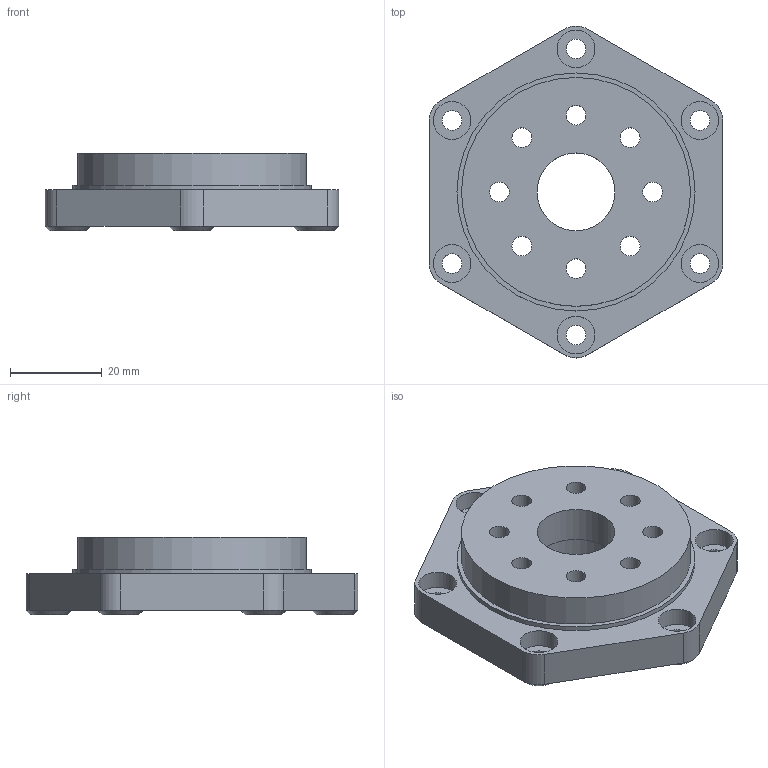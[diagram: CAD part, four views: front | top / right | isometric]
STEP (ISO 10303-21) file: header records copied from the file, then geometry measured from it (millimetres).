
FILE_DESCRIPTION(/* description */ ('STEP AP242','CAx-IF Rec.Pracs.---Representation and Presentation of Product Manufacturing Information (PMI)---4.0---2014-10-13','CAx-IF Rec.Pracs.---3D Tessellated Geometry---0.4---2014-09-14','2;1'),/* implementation_level */ '2;1');
FILE_NAME(/* name */ '68780c5a083bfa6ea4fab4bd',/* time_stamp */ '2025-07-16T20:32:27Z',/* author */ (''),/* organization */ (''),/* preprocessor_version */ 'ST-DEVELOPER v20',/* originating_system */ 'ONSHAPE BY PTC INC, 1.200',/* authorisation */ ' ');
FILE_SCHEMA (('AP242_MANAGED_MODEL_BASED_3D_ENGINEERING_MIM_LF { 1 0 10303 442 1 1 4 }'));
Length unit declared in the file: metre
Products named in the file (1): Upper Carrier
Bounding box: 64.13 x 72.5 x 17 mm (x, y, z)
Volume: 37015.8 mm3; surface area: 12991.6 mm2
Topology: 1 solids, 1 shells, 59 faces, 136 edges, 88 vertices
Faces by surface type: cylinder 30, plane 23, cone 6
Full cylindrical faces by diameter (mm): 4.3 x14, 8.25 x6, 17 x1, 19 x1, 50 x1, 52 x1
Entity records: 1540 total; most frequent: DIRECTION 288, CARTESIAN_POINT 234, ORIENTED_EDGE 192, AXIS2_PLACEMENT_3D 132, EDGE_LOOP 128, FACE_BOUND 128, EDGE_CURVE 96, VERTEX_POINT 78
